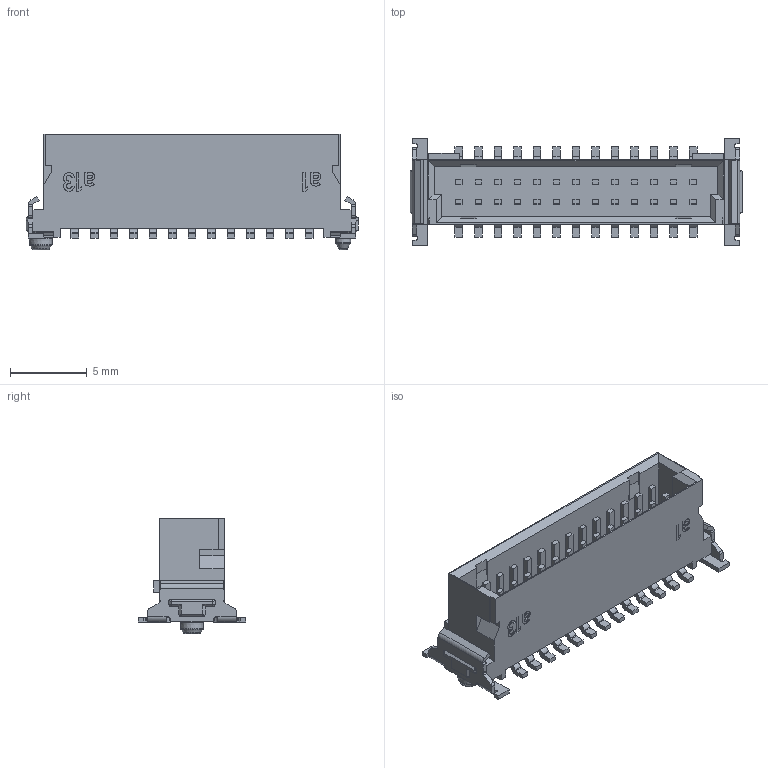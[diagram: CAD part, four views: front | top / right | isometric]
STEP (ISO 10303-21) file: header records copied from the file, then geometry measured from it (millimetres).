
FILE_DESCRIPTION(/* description */ (''),/* implementation_level */ '2;1');
FILE_NAME(/* name */ 'ERNI_244837.stp',/* time_stamp */ '2015-04-14T14:45:50+02:00',/* author */ ('admchouv'),/* organization */ ('ERNI'),/* preprocessor_version */ 'ST-DEVELOPER v15.5',/* originating_system */ 'AutoCAD Mechanical',/* authorisation */ '');
FILE_SCHEMA (('AUTOMOTIVE_DESIGN { 1 0 10303 214 3 1 1 }'));
Length unit declared in the file: millimetre
Products named in the file (1): Product
Bounding box: 21.59 x 7 x 7.5 mm (x, y, z)
Volume: 245.6 mm3; surface area: 1058.4 mm2
Topology: 57 solids, 57 shells, 957 faces, 2474 edges, 1629 vertices
Faces by surface type: plane 696, cylinder 191, bspline 46, cone 18, torus 6
Entity records: 30378 total; most frequent: CARTESIAN_POINT 6993, ORIENTED_EDGE 4910, DIRECTION 4594, EDGE_CURVE 2455, LINE 1948, VECTOR 1948, VERTEX_POINT 1626, AXIS2_PLACEMENT_3D 1323
